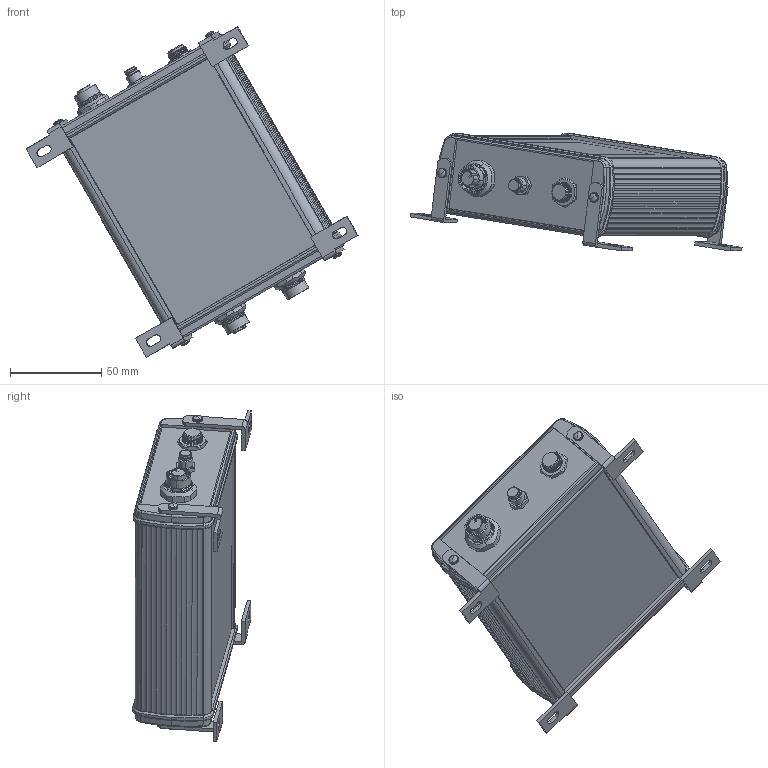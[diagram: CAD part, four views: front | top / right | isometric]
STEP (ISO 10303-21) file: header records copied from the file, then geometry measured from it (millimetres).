
FILE_DESCRIPTION (( 'STEP AP214' ), '1' );
FILE_NAME ('SCU5D-MD.STEP', '2026-02-27T19:33:54', ( '' ), ( '' ), 'SwSTEP 2.0', 'SolidWorks 2017', '' );
FILE_SCHEMA (( 'AUTOMOTIVE_DESIGN' ));
Length unit declared in the file: inch
Products named in the file (1): SCU5D-MD
Bounding box: 182.04 x 64.97 x 181.28 mm (x, y, z)
Volume: 570621.4 mm3; surface area: 59041.1 mm2
Topology: 1 solids, 1 shells, 695 faces, 1895 edges, 1217 vertices
Faces by surface type: cylinder 221, plane 197, bspline 154, cone 91, torus 24, sphere 8
Entity records: 68023 total; most frequent: CARTESIAN_POINT 46809, ORIENTED_EDGE 3790, DIRECTION 2764, EDGE_CURVE 1895, VERTEX_POINT 1217, AXIS2_PLACEMENT_3D 1030, EDGE_LOOP 742, LINE 704
